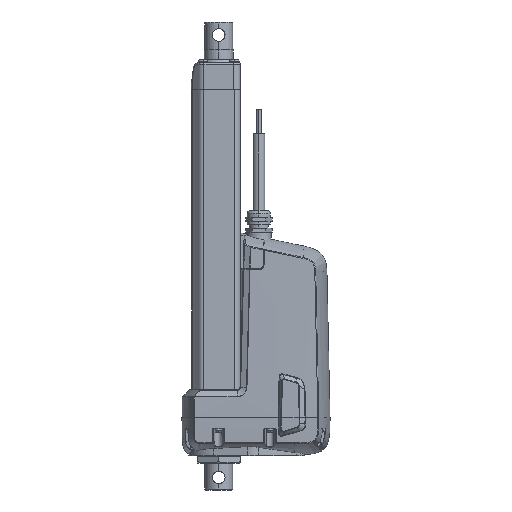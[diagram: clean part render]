
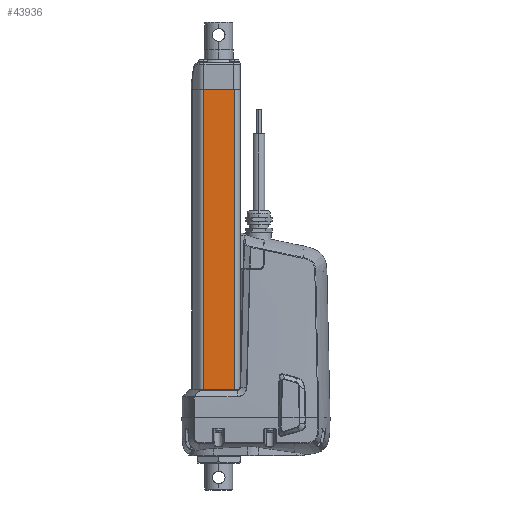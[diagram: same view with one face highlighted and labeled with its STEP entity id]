
A CAD part, left-side view. The second image highlights one B-rep face of the part: STEP entity #43936.
In plain terms, the highlighted planar face has unit normal (-1, 0, 0).
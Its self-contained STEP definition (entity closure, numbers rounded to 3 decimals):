
#1599 = VERTEX_POINT ( 'NONE', #12478 ) ;
#2785 = LINE ( 'NONE', #25370, #22630 ) ;
#5604 = DIRECTION ( 'NONE',  ( 0., 1., 0. ) ) ;
#7173 = LINE ( 'NONE', #13228, #48043 ) ;
#7720 = EDGE_CURVE ( 'NONE', #46829, #1599, #43150, .T. ) ;
#8113 = CARTESIAN_POINT ( 'NONE',  ( -19.233, -0.037, 218.525 ) ) ;
#9078 = VERTEX_POINT ( 'NONE', #10258 ) ;
#10154 = ORIENTED_EDGE ( 'NONE', *, *, #12409, .F. ) ;
#10258 = CARTESIAN_POINT ( 'NONE',  ( -19.233, -0.037, -95.535 ) ) ;
#10912 = CARTESIAN_POINT ( 'NONE',  ( -19.233, -31.959, -95.535 ) ) ;
#11659 = DIRECTION ( 'NONE',  ( 0., -1., 0. ) ) ;
#12409 = EDGE_CURVE ( 'NONE', #1599, #29520, #45022, .T. ) ;
#12478 = CARTESIAN_POINT ( 'NONE',  ( -19.233, -31.959, 218.525 ) ) ;
#13228 = CARTESIAN_POINT ( 'NONE',  ( -19.233, -0.037, -95.535 ) ) ;
#13781 = EDGE_CURVE ( 'NONE', #9078, #46829, #7173, .T. ) ;
#14469 = DIRECTION ( 'NONE',  ( 0., 1., 0. ) ) ;
#15766 = CARTESIAN_POINT ( 'NONE',  ( -19.233, -31.959, -95.535 ) ) ;
#21065 = ORIENTED_EDGE ( 'NONE', *, *, #30373, .F. ) ;
#21185 = EDGE_LOOP ( 'NONE', ( #21065, #10154, #37333, #40293 ) ) ;
#22630 = VECTOR ( 'NONE', #5604, 1000. ) ;
#23771 = DIRECTION ( 'NONE',  ( 0., 0., -1. ) ) ;
#23998 = VECTOR ( 'NONE', #23771, 1000. ) ;
#24547 = VECTOR ( 'NONE', #11659, 1000. ) ;
#25370 = CARTESIAN_POINT ( 'NONE',  ( -19.233, -7.248, -95.535 ) ) ;
#29181 = DIRECTION ( 'NONE',  ( 0., 0., 1. ) ) ;
#29520 = VERTEX_POINT ( 'NONE', #10912 ) ;
#29548 = PLANE ( 'NONE',  #50584 ) ;
#30373 = EDGE_CURVE ( 'NONE', #29520, #9078, #2785, .T. ) ;
#34262 = CARTESIAN_POINT ( 'NONE',  ( -19.233, -7.248, -95.535 ) ) ;
#35444 = CARTESIAN_POINT ( 'NONE',  ( -19.233, -7.248, 218.525 ) ) ;
#37333 = ORIENTED_EDGE ( 'NONE', *, *, #7720, .F. ) ;
#38228 = DIRECTION ( 'NONE',  ( 1., 0., 0. ) ) ;
#40293 = ORIENTED_EDGE ( 'NONE', *, *, #13781, .F. ) ;
#40530 = FACE_OUTER_BOUND ( 'NONE', #21185, .T. ) ;
#43150 = LINE ( 'NONE', #35444, #24547 ) ;
#43936 = ADVANCED_FACE ( 'NONE', ( #40530 ), #29548, .F. ) ;
#45022 = LINE ( 'NONE', #15766, #23998 ) ;
#46829 = VERTEX_POINT ( 'NONE', #8113 ) ;
#48043 = VECTOR ( 'NONE', #29181, 1000. ) ;
#50584 = AXIS2_PLACEMENT_3D ( 'NONE', #34262, #38228, #14469 ) ;
